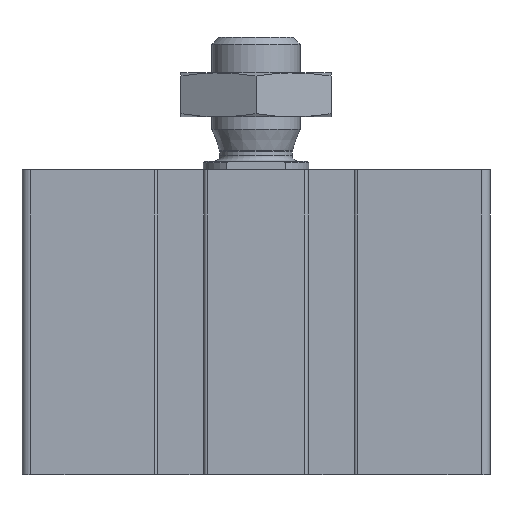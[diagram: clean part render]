
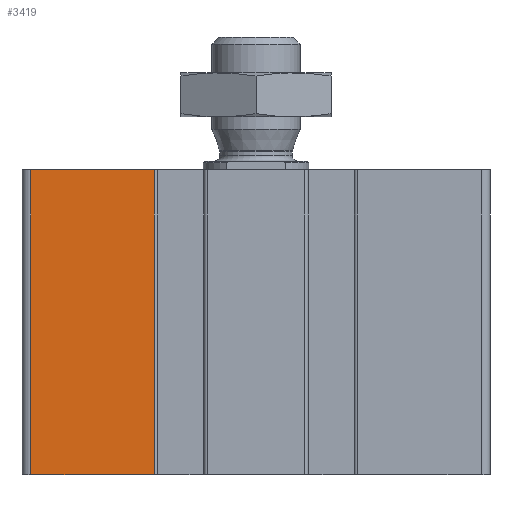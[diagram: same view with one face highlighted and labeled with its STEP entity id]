
A CAD part, front view. The second image highlights one B-rep face of the part: STEP entity #3419.
In plain terms, the highlighted planar face has unit normal (0, -1, 0).
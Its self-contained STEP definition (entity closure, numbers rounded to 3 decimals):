
#373=ORIENTED_EDGE('',*,*,#1374,.F.);
#374=ORIENTED_EDGE('',*,*,#1373,.F.);
#375=ORIENTED_EDGE('',*,*,#1375,.T.);
#376=ORIENTED_EDGE('',*,*,#1376,.T.);
#1373=EDGE_CURVE('',#1873,#1872,#2225,.T.);
#1374=EDGE_CURVE('',#1872,#1874,#2226,.T.);
#1375=EDGE_CURVE('',#1873,#1875,#2227,.T.);
#1376=EDGE_CURVE('',#1875,#1874,#2228,.T.);
#1872=VERTEX_POINT('',#5193);
#1873=VERTEX_POINT('',#5195);
#1874=VERTEX_POINT('',#5199);
#1875=VERTEX_POINT('',#5201);
#2225=LINE('',#5196,#2507);
#2226=LINE('',#5198,#2508);
#2227=LINE('',#5200,#2509);
#2228=LINE('',#5202,#2510);
#2507=VECTOR('',#4087,1000.);
#2508=VECTOR('',#4090,1000.);
#2509=VECTOR('',#4091,1000.);
#2510=VECTOR('',#4092,1000.);
#2787=EDGE_LOOP('',(#373,#374,#375,#376));
#3055=FACE_BOUND('',#2787,.T.);
#3322=PLANE('',#3665);
#3419=ADVANCED_FACE('',(#3055),#3322,.T.);
#3665=AXIS2_PLACEMENT_3D('',#5197,#4088,#4089);
#4087=DIRECTION('',(0.,0.,1.));
#4088=DIRECTION('',(0.,-1.,0.));
#4089=DIRECTION('',(0.,0.,-1.));
#4090=DIRECTION('',(1.,0.,0.));
#4091=DIRECTION('',(1.,0.,0.));
#4092=DIRECTION('',(0.,0.,1.));
#5193=CARTESIAN_POINT('',(-25.5,-26.5,0.));
#5195=CARTESIAN_POINT('',(-25.5,-26.5,-34.5));
#5196=CARTESIAN_POINT('',(-25.5,-26.5,-34.5));
#5197=CARTESIAN_POINT('',(-25.5,-26.5,-34.5));
#5198=CARTESIAN_POINT('',(-25.5,-26.5,0.));
#5199=CARTESIAN_POINT('',(-11.5,-26.5,0.));
#5200=CARTESIAN_POINT('',(-25.5,-26.5,-34.5));
#5201=CARTESIAN_POINT('',(-11.5,-26.5,-34.5));
#5202=CARTESIAN_POINT('',(-11.5,-26.5,-34.5));
